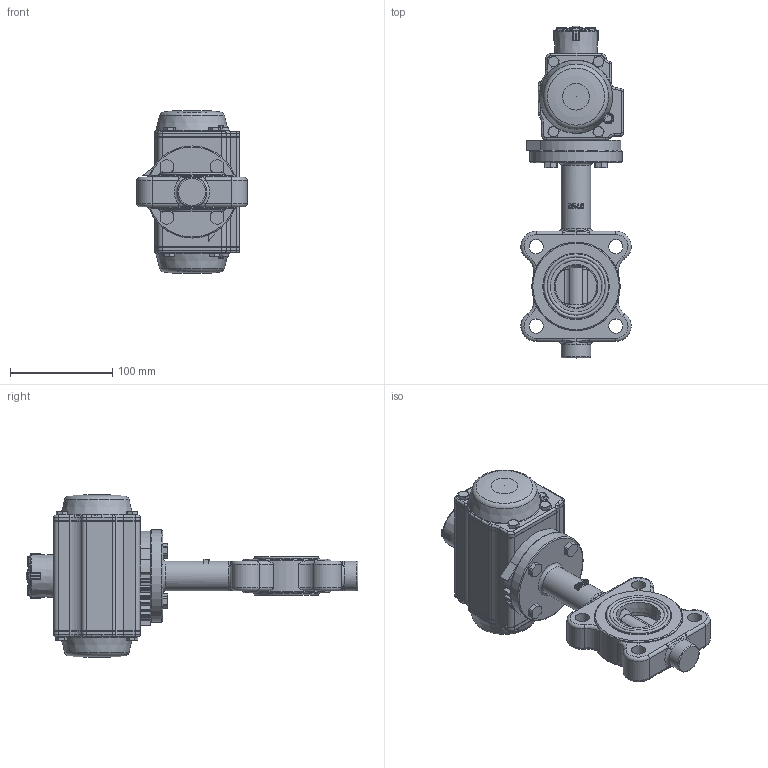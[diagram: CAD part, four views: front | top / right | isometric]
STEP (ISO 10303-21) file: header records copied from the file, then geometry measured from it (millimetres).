
FILE_DESCRIPTION(/* description */ ('Unknown'),/* implementation_level */ '2;1');
FILE_NAME(/* name */ 'DW03 5200_5210_5220-08',/* time_stamp */ '2023-05-02T11:46:33+02:00',/* author */ ('Unknown'),/* organization */ ('Unknown'),/* preprocessor_version */ 'ST-DEVELOPER v18.102',/* originating_system */ 'Solid Edge',/* authorisation */ 'Unknown');
FILE_SCHEMA (('AUTOMOTIVE_DESIGN {1 0 10303 214 3 1 1}'));
Length unit declared in the file: millimetre
Products named in the file (17): DW36_FR26-LUG DN40; DW36_FR26; KP-63; hexagon head bolts--product grade c gb_GB_FASTENER_BOLT_HHBC M6X30-N; cup head nib bolts with large head gb_GB_FASTENER_BOLT_CHNBW M6X25-N; _____________; ________(___________; ______; Raster DN40- DN150; LUG-DN40; DN40概极; seat; disc; shaft1; bushing3; bushing1; DIN933_M8x30
Assembly tree (28 placements, depth 3):
  DW36_FR26-LUG DN40
    DW36_FR26
      KP-63
      hexagon head bolts--product grade c gb_GB_FASTENER_BOLT_HHBC M6X30-N  x8
      cup head nib bolts with large head gb_GB_FASTENER_BOLT_CHNBW M6X25-N
      _____________  x2
      ________(___________  x2
      ______
    Raster DN40- DN150
    LUG-DN40
      DN40概极
      seat
      disc
      shaft1
      bushing3
      bushing1
    DIN933_M8x30  x4
Bounding box: 107.73 x 324.61 x 159 mm (x, y, z)
Volume: 1327196.1 mm3; surface area: 206464.2 mm2
Topology: 26 solids, 27 shells, 1488 faces, 3638 edges, 2247 vertices
Faces by surface type: plane 547, cylinder 425, bspline 212, torus 148, cone 145, sphere 11
Full cylindrical faces by diameter (mm): 2.325 x2, 3 x16, 3.3 x8, 4.2 x8, 4.66 x1, 5 x13, 6 x9, 6.2 x1, 6.8 x12, 8 x4, 8.5 x3, 8.8 x2, 9.6 x3, 10 x5, 12.6 x3, 12.7 x1, 12.83 x1, 14 x4, 15.8 x1, 17.45 x2, 17.53 x1, 20.2 x1, 21.5 x2, 23 x1, 25.5 x1, 28 x1, 29 x2, 30.86 x1, 38.5 x1, 50.2 x4
Entity records: 42858 total; most frequent: CARTESIAN_POINT 16360, ORIENTED_EDGE 5310, DIRECTION 5182, EDGE_CURVE 2655, AXIS2_PLACEMENT_3D 2010, VERTEX_POINT 1775, FACE_BOUND 1478, EDGE_LOOP 1452
